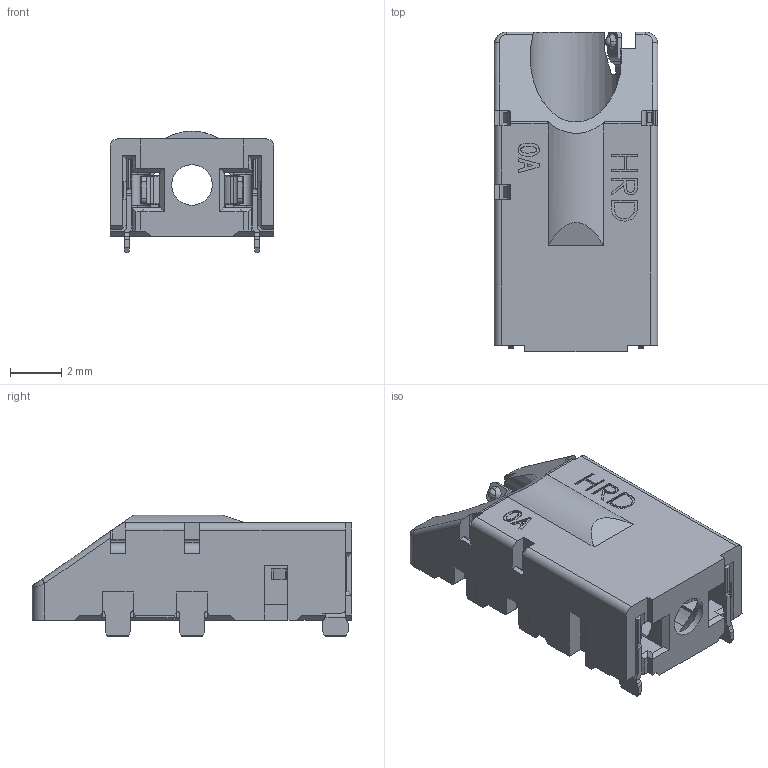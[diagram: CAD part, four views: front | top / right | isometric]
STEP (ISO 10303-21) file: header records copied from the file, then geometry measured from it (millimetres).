
FILE_DESCRIPTION (( 'STEP AP203' ), '1' );
FILE_NAME ('PH20-0A38F38B.STEP', '2022-03-10T03:15:28', ( '' ), ( '' ), 'SwSTEP 2.0', 'SolidWorks 2019', '' );
FILE_SCHEMA (( 'CONFIG_CONTROL_DESIGN' ));
Length unit declared in the file: millimetre
Products named in the file (1): PH20-0A38F38B
Bounding box: 6.4 x 12.5 x 4.75 mm (x, y, z)
Volume: 148 mm3; surface area: 589.3 mm2
Topology: 1 solids, 1 shells, 747 faces, 2180 edges, 1397 vertices
Faces by surface type: plane 514, cylinder 177, cone 26, bspline 19, sphere 10, torus 1
Entity records: 25931 total; most frequent: CARTESIAN_POINT 6263, ORIENTED_EDGE 4326, DIRECTION 3820, EDGE_CURVE 2163, VECTOR 1676, LINE 1676, VERTEX_POINT 1394, AXIS2_PLACEMENT_3D 1072
